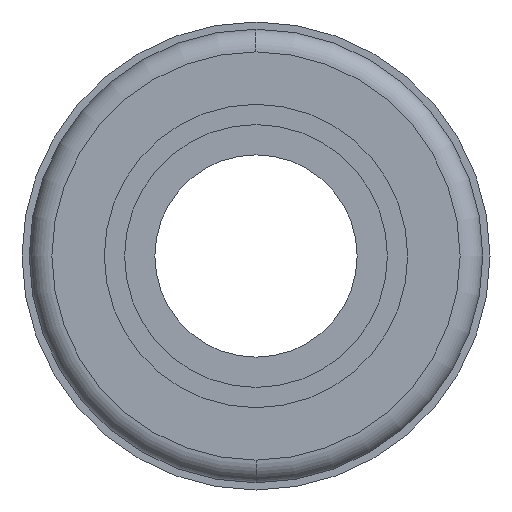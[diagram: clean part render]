
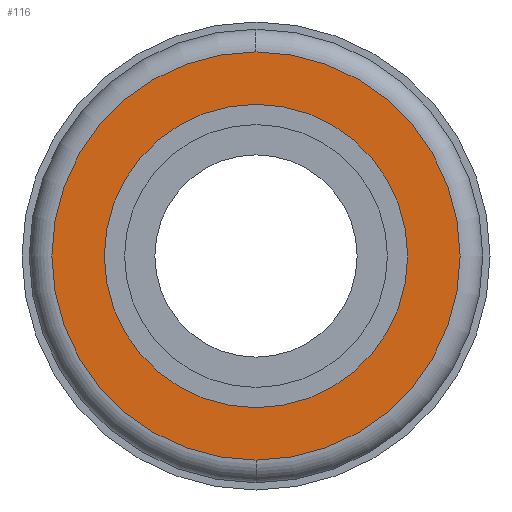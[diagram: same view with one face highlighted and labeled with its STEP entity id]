
A CAD part, front view. The second image highlights one B-rep face of the part: STEP entity #116.
In plain terms, the highlighted planar face has unit normal (0, -1, 0).
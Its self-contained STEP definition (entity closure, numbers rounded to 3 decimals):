
#116=ADVANCED_FACE('',(#281,#282),#283,.T.);
#281=FACE_BOUND('',#500,.T.);
#282=FACE_OUTER_BOUND('',#501,.T.);
#283=PLANE('',#502);
#500=EDGE_LOOP('',(#774,#775));
#501=EDGE_LOOP('',(#776,#777,#778));
#502=AXIS2_PLACEMENT_3D('',#779,#780,#781);
#774=ORIENTED_EDGE('',*,*,#1271,.T.);
#775=ORIENTED_EDGE('',*,*,#1272,.T.);
#776=ORIENTED_EDGE('',*,*,#1273,.F.);
#777=ORIENTED_EDGE('',*,*,#1274,.F.);
#778=ORIENTED_EDGE('',*,*,#1275,.F.);
#779=CARTESIAN_POINT('',(3.533,0.0,0.0));
#780=DIRECTION('',(-0.0,-1.0,-0.0));
#781=DIRECTION('',(-1.0,0.0,0.0));
#1271=EDGE_CURVE('',#1515,#1516,#1517,.T.);
#1272=EDGE_CURVE('',#1516,#1515,#1518,.T.);
#1273=EDGE_CURVE('',#1519,#1520,#1521,.T.);
#1274=EDGE_CURVE('',#1522,#1519,#1523,.T.);
#1275=EDGE_CURVE('',#1520,#1522,#1524,.T.);
#1515=VERTEX_POINT('',#1888);
#1516=VERTEX_POINT('',#1889);
#1517=CIRCLE('',#1890,5.25);
#1518=CIRCLE('',#1891,5.25);
#1519=VERTEX_POINT('',#1892);
#1520=VERTEX_POINT('',#1893);
#1521=CIRCLE('',#1894,7.065);
#1522=VERTEX_POINT('',#1895);
#1523=CIRCLE('',#1896,7.065);
#1524=CIRCLE('',#1897,7.065);
#1888=CARTESIAN_POINT('',(-5.25,0.0,0.));
#1889=CARTESIAN_POINT('',(5.25,0.0,0.));
#1890=AXIS2_PLACEMENT_3D('',#2390,#2391,#2392);
#1891=AXIS2_PLACEMENT_3D('',#2393,#2394,#2395);
#1892=CARTESIAN_POINT('',(7.065,0.0,0.0));
#1893=CARTESIAN_POINT('',(0.,0.0,-7.065));
#1894=AXIS2_PLACEMENT_3D('',#2396,#2397,#2398);
#1895=CARTESIAN_POINT('',(0.,0.0,7.065));
#1896=AXIS2_PLACEMENT_3D('',#2399,#2400,#2401);
#1897=AXIS2_PLACEMENT_3D('',#2402,#2403,#2404);
#2390=CARTESIAN_POINT('',(0.0,0.0,0.0));
#2391=DIRECTION('',(-0.0,1.0,0.0));
#2392=DIRECTION('',(1.0,0.0,0.0));
#2393=CARTESIAN_POINT('',(0.0,0.0,0.0));
#2394=DIRECTION('',(-0.0,1.0,0.0));
#2395=DIRECTION('',(1.0,0.0,0.0));
#2396=CARTESIAN_POINT('',(0.0,0.0,0.0));
#2397=DIRECTION('',(-0.0,1.0,0.0));
#2398=DIRECTION('',(1.0,0.0,0.0));
#2399=CARTESIAN_POINT('',(0.0,0.0,0.0));
#2400=DIRECTION('',(-0.0,1.0,0.0));
#2401=DIRECTION('',(1.0,0.0,0.0));
#2402=CARTESIAN_POINT('',(0.0,0.0,0.0));
#2403=DIRECTION('',(-0.0,1.0,0.0));
#2404=DIRECTION('',(1.0,0.0,0.0));
